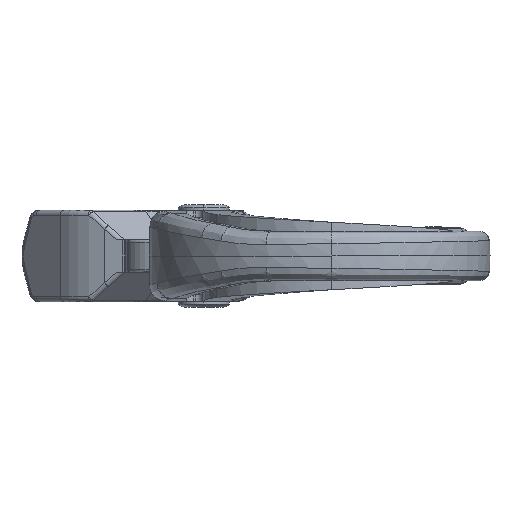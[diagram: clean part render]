
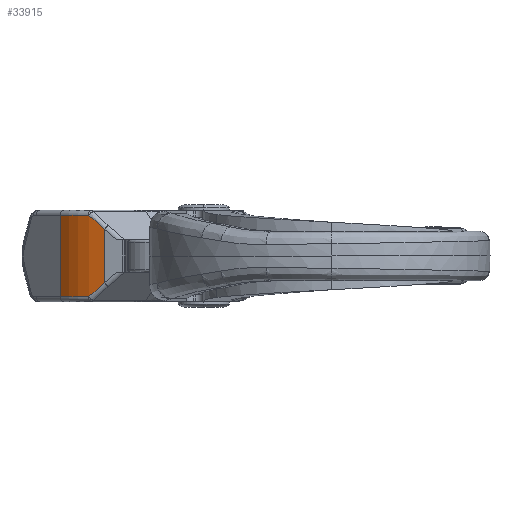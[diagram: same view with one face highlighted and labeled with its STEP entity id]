
A CAD part, front view. The second image highlights one B-rep face of the part: STEP entity #33915.
In plain terms, the highlighted cylindrical face has radius 35 mm (diameter 70 mm), a partial arc.
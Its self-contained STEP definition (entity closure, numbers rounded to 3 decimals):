
#23658=CARTESIAN_POINT('',(26.881,28.43,-16.25));
#23659=CARTESIAN_POINT('',(26.576,27.724,
-15.584));
#23660=CARTESIAN_POINT('',(25.925,26.345,
-14.284));
#23661=CARTESIAN_POINT('',(24.836,24.379,
-12.43));
#23662=CARTESIAN_POINT('',(24.041,23.138,
-11.26));
#23663=CARTESIAN_POINT('',(23.629,22.536,
-10.692));
#23665=DIRECTION('',(0.,0.,1.));
#23666=VECTOR('',#23665,21.384);
#23667=CARTESIAN_POINT('',(23.629,22.536,
-10.692));
#23668=LINE('',#23667,#23666);
#23669=CARTESIAN_POINT('',(23.629,22.536,10.692));
#23670=CARTESIAN_POINT('',(24.041,23.138,11.26));
#23671=CARTESIAN_POINT('',(24.836,24.379,12.43));
#23672=CARTESIAN_POINT('',(25.925,26.345,14.284));
#23673=CARTESIAN_POINT('',(26.576,27.724,15.584));
#23674=CARTESIAN_POINT('',(26.881,28.43,16.25));
#23676=CARTESIAN_POINT('',(-5.25,42.309,16.25));
#23677=DIRECTION('',(0.,0.,1.));
#23678=DIRECTION('',(0.918,-0.397,0.));
#23679=AXIS2_PLACEMENT_3D('',#23676,#23677,#23678);
#23681=DIRECTION('',(0.,0.,-1.));
#23682=VECTOR('',#23681,32.5);
#23683=CARTESIAN_POINT('',(29.75,42.309,16.25));
#23684=LINE('',#23683,#23682);
#23685=CARTESIAN_POINT('',(-5.25,42.309,-16.25));
#23686=DIRECTION('',(0.,0.,-1.));
#23687=DIRECTION('',(1.,0.,0.));
#23688=AXIS2_PLACEMENT_3D('',#23685,#23686,#23687);
#24840=CARTESIAN_POINT('',(23.629,22.536,
-10.692));
#24842=VERTEX_POINT('',#24840);
#24849=VERTEX_POINT('',#23658);
#24854=CARTESIAN_POINT('',(29.75,42.309,-16.25));
#24855=VERTEX_POINT('',#24854);
#24888=CARTESIAN_POINT('',(29.75,42.309,16.25));
#24889=VERTEX_POINT('',#24888);
#24892=CARTESIAN_POINT('',(26.881,28.43,16.25));
#24893=VERTEX_POINT('',#24892);
#24897=VERTEX_POINT('',#23669);
#33900=CARTESIAN_POINT('',(-5.25,42.309,-18.446));
#33901=DIRECTION('',(0.,0.,-1.));
#33902=DIRECTION('',(1.,0.,0.));
#33903=AXIS2_PLACEMENT_3D('',#33900,#33901,#33902);
#33904=CYLINDRICAL_SURFACE('',#33903,35.);
#33905=ORIENTED_EDGE('',*,*,#33881,.T.);
#33906=ORIENTED_EDGE('',*,*,#33834,.T.);
#33908=ORIENTED_EDGE('',*,*,#33907,.T.);
#33909=ORIENTED_EDGE('',*,*,#28351,.T.);
#33911=ORIENTED_EDGE('',*,*,#33910,.T.);
#33912=ORIENTED_EDGE('',*,*,#28679,.T.);
#33913=EDGE_LOOP('',(#33905,#33906,#33908,#33909,#33911,#33912));
#33914=FACE_OUTER_BOUND('',#33913,.F.);
#33915=ADVANCED_FACE('',(#33914),#33904,.T.);
#23664=B_SPLINE_CURVE_WITH_KNOTS('',3,(#23658,#23659,#23660,#23661,#23662,
#23663),.UNSPECIFIED.,.F.,.F.,(4,1,1,4),(0.,0.333,
0.667,1.),.UNSPECIFIED.);
#23675=B_SPLINE_CURVE_WITH_KNOTS('',3,(#23669,#23670,#23671,#23672,#23673,
#23674),.UNSPECIFIED.,.F.,.F.,(4,1,1,4),(0.,0.333,
0.667,1.),.UNSPECIFIED.);
#23680=CIRCLE('',#23679,35.);
#23689=CIRCLE('',#23688,35.);
#28351=EDGE_CURVE('',#24893,#24889,#23680,.T.);
#28679=EDGE_CURVE('',#24855,#24849,#23689,.T.);
#33834=EDGE_CURVE('',#24842,#24897,#23668,.T.);
#33881=EDGE_CURVE('',#24849,#24842,#23664,.T.);
#33907=EDGE_CURVE('',#24897,#24893,#23675,.T.);
#33910=EDGE_CURVE('',#24889,#24855,#23684,.T.);
